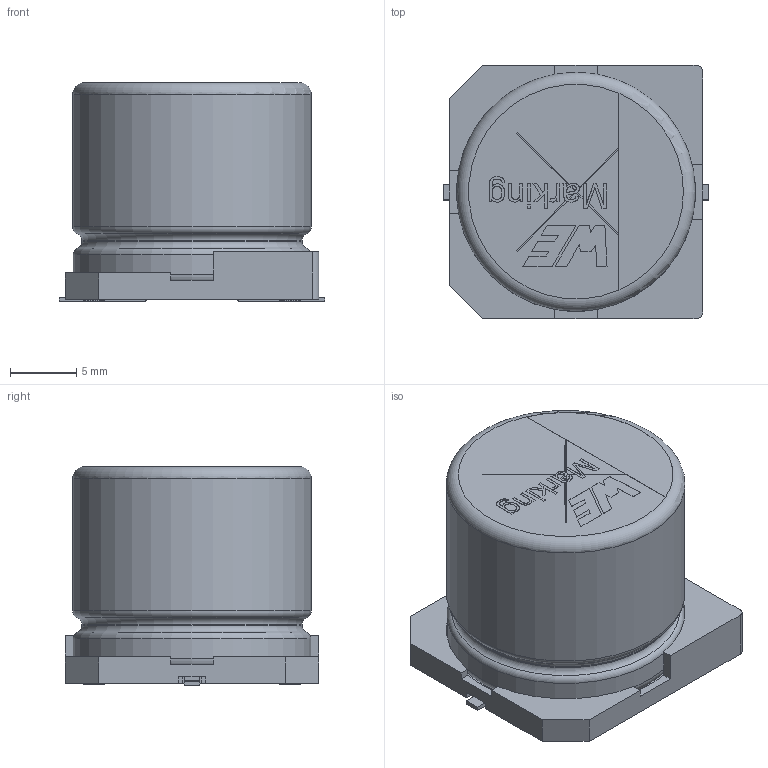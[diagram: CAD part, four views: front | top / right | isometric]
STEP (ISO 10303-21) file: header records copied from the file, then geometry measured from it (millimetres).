
FILE_DESCRIPTION(/* description */ ('Unknown','CAx-IF Rec.Pracs.---Representation and Presentation of Product Manufacturing Information (PMI)---4.0---2014-10-13','CAx-IF Rec.Pracs.---3D Tessellated Geometry---0.4---2014-09-14','2;1'),/* implementation_level */ '2;1');
FILE_NAME(/* name */ 'CP_Wurth_WCAP-ASLL-D18L16.5',/* time_stamp */ '2024-12-31T17:54:17+08:00',/* author */ ('Unknown'),/* organization */ ('Unknown'),/* preprocessor_version */ 'ST-DEVELOPER v16.7',/* originating_system */ 'Solid Edge',/* authorisation */ 'Unknown');
FILE_SCHEMA (('AP242_MANAGED_MODEL_BASED_3D_ENGINEERING_MIM_LF { 1 0 10303 442 1 1 4 }'));
Length unit declared in the file: millimetre
Products named in the file (2): CP_Wurth_WCAP-ASLL-D18L16.5
Assembly tree (1 placements, depth 2):
  CP_Wurth_WCAP-ASLL-D18L16.5
    CP_Wurth_WCAP-ASLL-D18L16.5
Bounding box: 20 x 19.1 x 16.5 mm (x, y, z)
Volume: 4303.5 mm3; surface area: 2298.4 mm2
Topology: 1 solids, 1 shells, 262 faces, 685 edges, 450 vertices
Faces by surface type: plane 196, cylinder 36, bspline 22, torus 7, sphere 1
Full cylindrical faces by diameter (mm): 1.587 x4, 2.25 x1, 2.61 x1, 4.41 x1, 4.77 x1, 6.57 x1, 10.89 x1, 11.25 x1, 12.6 x1, 16.6 x1, 17.9 x1, 18 x2
Entity records: 10120 total; most frequent: CARTESIAN_POINT 2064, ORIENTED_EDGE 1304, DIRECTION 1162, EDGE_CURVE 652, LINE 488, VECTOR 488, VERTEX_POINT 441, AXIS2_PLACEMENT_3D 337
